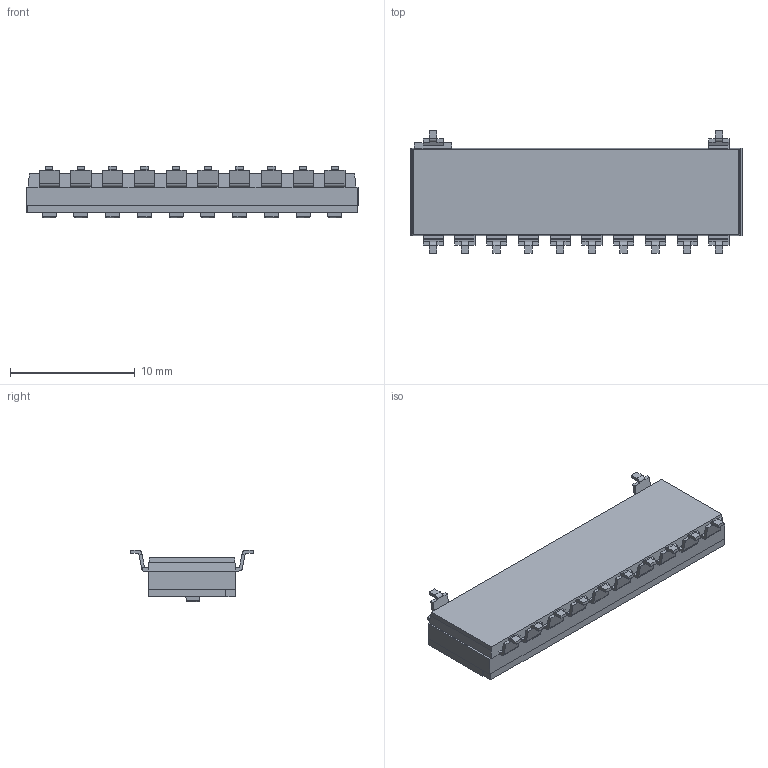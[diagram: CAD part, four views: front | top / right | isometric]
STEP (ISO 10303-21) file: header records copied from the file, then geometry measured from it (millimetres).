
FILE_DESCRIPTION(/* description */ (''),/* implementation_level */ '2;1');
FILE_NAME(/* name */ 'KAD10LGGT.stp',/* time_stamp */ '2024-02-16T16:08:15-06:00',/* author */ ('mroman'),/* organization */ (''),/* preprocessor_version */ 'ST-DEVELOPER v18.1',/* originating_system */ 'Autodesk Inventor 2022',/* authorisation */ '');
FILE_SCHEMA (('AUTOMOTIVE_DESIGN { 1 0 10303 214 3 1 1 }'));
Length unit declared in the file: millimetre
Products named in the file (1): KAD10LGGT
Bounding box: 26.56 x 9.8 x 4.1 mm (x, y, z)
Volume: 557.3 mm3; surface area: 783.3 mm2
Topology: 1 solids, 1 shells, 685 faces, 1771 edges, 1140 vertices
Faces by surface type: plane 508, bspline 89, cylinder 88
Entity records: 25334 total; most frequent: CARTESIAN_POINT 9102, ORIENTED_EDGE 3542, DIRECTION 2925, EDGE_CURVE 1771, LINE 1455, VECTOR 1455, VERTEX_POINT 1140, EDGE_LOOP 739
